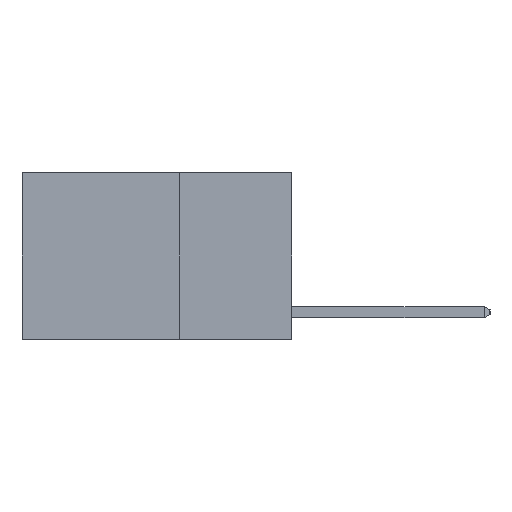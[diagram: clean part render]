
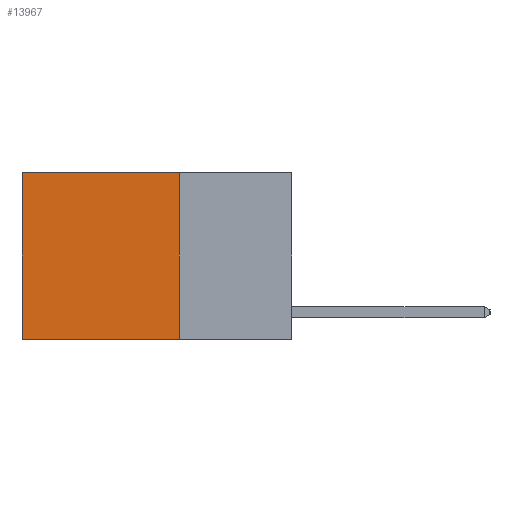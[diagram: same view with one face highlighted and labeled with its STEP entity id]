
A CAD part, left-side view. The second image highlights one B-rep face of the part: STEP entity #13967.
In plain terms, the highlighted planar face has unit normal (-1, 0, 0).
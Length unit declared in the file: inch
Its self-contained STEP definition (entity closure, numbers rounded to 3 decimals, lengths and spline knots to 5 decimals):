
#158 = VERTEX_POINT ( 'NONE', #13192 ) ;
#311 = FACE_OUTER_BOUND ( 'NONE', #15876, .T. ) ;
#422 = VECTOR ( 'NONE', #9277, 39.37008 ) ;
#767 = LINE ( 'NONE', #1405, #7026 ) ;
#840 = CARTESIAN_POINT ( 'NONE',  ( 0.2625, 0.25, -0.37 ) ) ;
#1268 = DIRECTION ( 'NONE',  ( 0., 0., -1. ) ) ;
#1405 = CARTESIAN_POINT ( 'NONE',  ( 0.2625, 0.25, -0.37 ) ) ;
#3066 = LINE ( 'NONE', #5895, #5939 ) ;
#3807 = LINE ( 'NONE', #6764, #422 ) ;
#4179 = VERTEX_POINT ( 'NONE', #840 ) ;
#4223 = EDGE_CURVE ( 'NONE', #10944, #13021, #14083, .T. ) ;
#5141 = ORIENTED_EDGE ( 'NONE', *, *, #15569, .T. ) ;
#5166 = VECTOR ( 'NONE', #8403, 39.37008 ) ;
#5467 = EDGE_CURVE ( 'NONE', #4179, #13021, #767, .T. ) ;
#5895 = CARTESIAN_POINT ( 'NONE',  ( 0.2625, 0.25, 0. ) ) ;
#5939 = VECTOR ( 'NONE', #13187, 39.37008 ) ;
#6764 = CARTESIAN_POINT ( 'NONE',  ( 0.2625, 0.25, 0. ) ) ;
#7026 = VECTOR ( 'NONE', #10152, 39.37008 ) ;
#7065 = CARTESIAN_POINT ( 'NONE',  ( 0.2625, 0.6, -0.37 ) ) ;
#7169 = CARTESIAN_POINT ( 'NONE',  ( 0.2625, 0.6, 0. ) ) ;
#7459 = CARTESIAN_POINT ( 'NONE',  ( 0.2625, 0.25, 0. ) ) ;
#8403 = DIRECTION ( 'NONE',  ( 0., 0., -1. ) ) ;
#8680 = DIRECTION ( 'NONE',  ( 1., 0., 0. ) ) ;
#9277 = DIRECTION ( 'NONE',  ( 0., 0., -1. ) ) ;
#9515 = ORIENTED_EDGE ( 'NONE', *, *, #10009, .F. ) ;
#10009 = EDGE_CURVE ( 'NONE', #158, #4179, #3807, .T. ) ;
#10152 = DIRECTION ( 'NONE',  ( 0., 1., 0. ) ) ;
#10944 = VERTEX_POINT ( 'NONE', #14840 ) ;
#11044 = AXIS2_PLACEMENT_3D ( 'NONE', #7459, #8680, #1268 ) ;
#12246 = ORIENTED_EDGE ( 'NONE', *, *, #5467, .F. ) ;
#13021 = VERTEX_POINT ( 'NONE', #7065 ) ;
#13187 = DIRECTION ( 'NONE',  ( 0., 1., 0. ) ) ;
#13192 = CARTESIAN_POINT ( 'NONE',  ( 0.2625, 0.25, 0. ) ) ;
#13845 = ORIENTED_EDGE ( 'NONE', *, *, #4223, .T. ) ;
#13967 = ADVANCED_FACE ( 'NONE', ( #311 ), #15837, .F. ) ;
#14083 = LINE ( 'NONE', #7169, #5166 ) ;
#14840 = CARTESIAN_POINT ( 'NONE',  ( 0.2625, 0.6, 0. ) ) ;
#15569 = EDGE_CURVE ( 'NONE', #158, #10944, #3066, .T. ) ;
#15837 = PLANE ( 'NONE',  #11044 ) ;
#15876 = EDGE_LOOP ( 'NONE', ( #13845, #12246, #9515, #5141 ) ) ;
